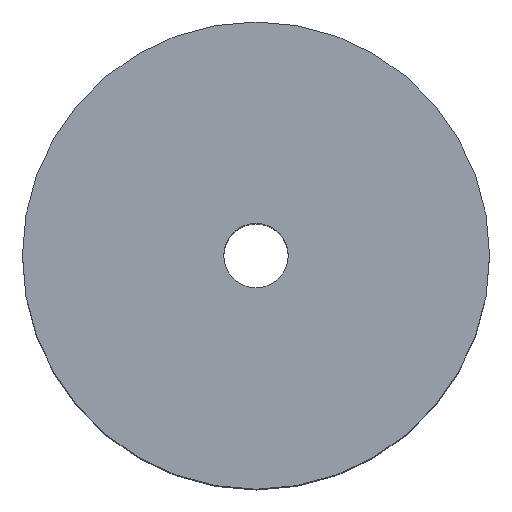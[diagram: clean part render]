
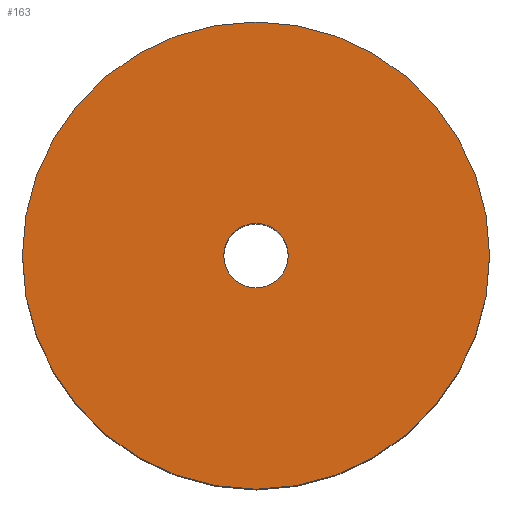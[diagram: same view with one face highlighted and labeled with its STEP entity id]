
A CAD part, top view. The second image highlights one B-rep face of the part: STEP entity #163.
In plain terms, the highlighted planar face has unit normal (0, 0, 1).
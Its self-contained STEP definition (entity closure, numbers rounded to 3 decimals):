
#19=FACE_BOUND('',#54,.T.);
#25=PLANE('',#201);
#37=FACE_OUTER_BOUND('',#53,.T.);
#53=EDGE_LOOP('',(#143));
#54=EDGE_LOOP('',(#144));
#70=CIRCLE('',#181,4.);
#79=CIRCLE('',#199,29.);
#82=VERTEX_POINT('',#263);
#91=VERTEX_POINT('',#295);
#95=EDGE_CURVE('',#82,#82,#70,.T.);
#108=EDGE_CURVE('',#91,#91,#79,.T.);
#143=ORIENTED_EDGE('',*,*,#108,.T.);
#144=ORIENTED_EDGE('',*,*,#95,.T.);
#163=ADVANCED_FACE('',(#37,#19),#25,.T.);
#181=AXIS2_PLACEMENT_3D('',#265,#210,#211);
#199=AXIS2_PLACEMENT_3D('',#296,#250,#251);
#201=AXIS2_PLACEMENT_3D('',#300,#255,#256);
#210=DIRECTION('center_axis',(0.,0.,-1.));
#211=DIRECTION('ref_axis',(1.,0.,0.));
#250=DIRECTION('center_axis',(0.,0.,1.));
#251=DIRECTION('ref_axis',(1.,0.,0.));
#255=DIRECTION('center_axis',(0.,0.,1.));
#256=DIRECTION('ref_axis',(1.,0.,0.));
#263=CARTESIAN_POINT('',(-4.,0.,12.));
#265=CARTESIAN_POINT('Origin',(0.,0.,12.));
#295=CARTESIAN_POINT('',(-29.,0.,12.));
#296=CARTESIAN_POINT('Origin',(0.,0.,12.));
#300=CARTESIAN_POINT('Origin',(0.,0.,12.));
